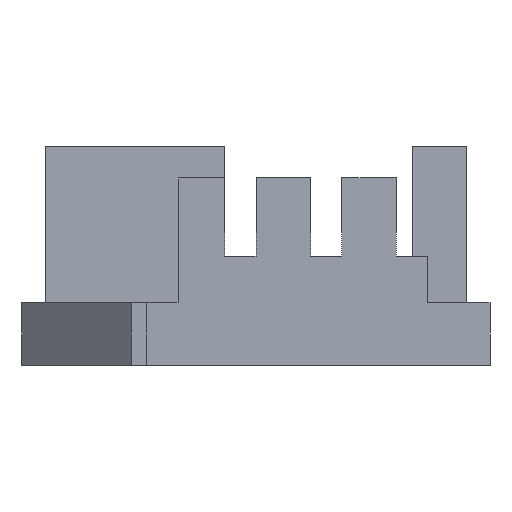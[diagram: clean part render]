
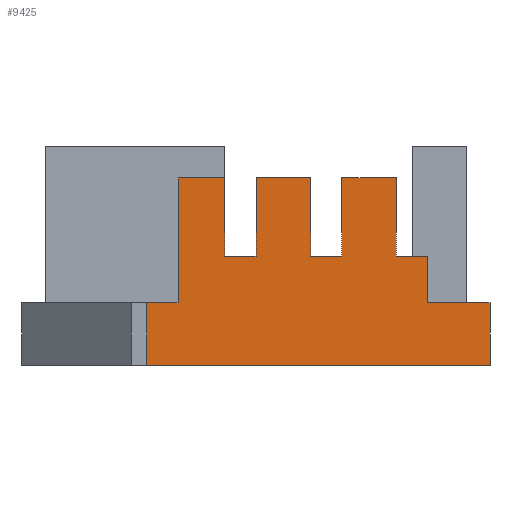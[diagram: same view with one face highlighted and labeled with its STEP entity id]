
A CAD part, front view. The second image highlights one B-rep face of the part: STEP entity #9425.
In plain terms, the highlighted planar face has unit normal (0, -1, 0).
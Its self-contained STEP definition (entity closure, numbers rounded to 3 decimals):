
#636 = EDGE_CURVE ( 'NONE', #4177, #4176, #11113, .T. ) ;
#716 = EDGE_CURVE ( 'NONE', #4094, #4093, #9902, .T. ) ;
#722 = EDGE_CURVE ( 'NONE', #4079, #4077, #9907, .T. ) ;
#723 = EDGE_CURVE ( 'NONE', #4091, #4090, #9916, .T. ) ;
#726 = EDGE_CURVE ( 'NONE', #4083, #4081, #9913, .T. ) ;
#728 = EDGE_CURVE ( 'NONE', #4085, #4176, #9926, .T. ) ;
#733 = EDGE_CURVE ( 'NONE', #4093, #4092, #9936, .T. ) ;
#734 = EDGE_CURVE ( 'NONE', #4090, #4089, #9923, .T. ) ;
#735 = EDGE_CURVE ( 'NONE', #4088, #4089, #9925, .T. ) ;
#736 = EDGE_CURVE ( 'NONE', #4092, #4091, #9942, .T. ) ;
#737 = EDGE_CURVE ( 'NONE', #4077, #4094, #9935, .T. ) ;
#738 = EDGE_CURVE ( 'NONE', #4081, #4096, #9946, .T. ) ;
#739 = EDGE_CURVE ( 'NONE', #4095, #4079, #9948, .T. ) ;
#740 = EDGE_CURVE ( 'NONE', #4177, #4098, #9939, .T. ) ;
#741 = EDGE_CURVE ( 'NONE', #4096, #4095, #9941, .T. ) ;
#742 = EDGE_CURVE ( 'NONE', #4097, #4083, #9945, .T. ) ;
#744 = EDGE_CURVE ( 'NONE', #4098, #4097, #9958, .T. ) ;
#745 = EDGE_CURVE ( 'NONE', #4088, #4085, #9960, .T. ) ;
#927 = EDGE_LOOP ( 'NONE', ( #10662, #10663, #10664, #10665, #10666, #10667, #10668, #10669, #10670, #10671, #10672, #10673, #10674, #10675, #10676, #10677, #10678, #10679 ) ) ;
#1411 = FACE_OUTER_BOUND ( 'NONE', #927, .T. ) ;
#1433 = AXIS2_PLACEMENT_3D ( 'NONE', #3322, #3328, #3329 ) ;
#3319 = PLANE ( 'NONE',  #1433 ) ;
#3322 = CARTESIAN_POINT ( 'NONE',  ( -52.826, -26.437, 12. ) ) ;
#3328 = DIRECTION ( 'NONE',  ( 0., 1., 0. ) ) ;
#3329 = DIRECTION ( 'NONE',  ( 0., 0., 1. ) ) ;
#4077 = VERTEX_POINT ( 'NONE', #7177 ) ;
#4079 = VERTEX_POINT ( 'NONE', #7179 ) ;
#4081 = VERTEX_POINT ( 'NONE', #7181 ) ;
#4083 = VERTEX_POINT ( 'NONE', #7183 ) ;
#4085 = VERTEX_POINT ( 'NONE', #7185 ) ;
#4088 = VERTEX_POINT ( 'NONE', #7188 ) ;
#4089 = VERTEX_POINT ( 'NONE', #7189 ) ;
#4090 = VERTEX_POINT ( 'NONE', #7190 ) ;
#4091 = VERTEX_POINT ( 'NONE', #7191 ) ;
#4092 = VERTEX_POINT ( 'NONE', #7192 ) ;
#4093 = VERTEX_POINT ( 'NONE', #7193 ) ;
#4094 = VERTEX_POINT ( 'NONE', #7194 ) ;
#4095 = VERTEX_POINT ( 'NONE', #7195 ) ;
#4096 = VERTEX_POINT ( 'NONE', #7196 ) ;
#4097 = VERTEX_POINT ( 'NONE', #7197 ) ;
#4098 = VERTEX_POINT ( 'NONE', #7198 ) ;
#4176 = VERTEX_POINT ( 'NONE', #7276 ) ;
#4177 = VERTEX_POINT ( 'NONE', #7277 ) ;
#6579 = CARTESIAN_POINT ( 'NONE',  ( -34.326, -26.437, 7. ) ) ;
#6580 = DIRECTION ( 'NONE',  ( 1., 0., 0. ) ) ;
#6589 = CARTESIAN_POINT ( 'NONE',  ( -52.826, -26.437, 12. ) ) ;
#6592 = DIRECTION ( 'NONE',  ( 1., 0., 0. ) ) ;
#6593 = CARTESIAN_POINT ( 'NONE',  ( -28.826, -26.437, 12. ) ) ;
#6594 = DIRECTION ( 'NONE',  ( 0., 0., -1. ) ) ;
#6595 = CARTESIAN_POINT ( 'NONE',  ( -52.826, -26.437, 12. ) ) ;
#6600 = DIRECTION ( 'NONE',  ( 1., 0., 0. ) ) ;
#6603 = CARTESIAN_POINT ( 'NONE',  ( -22.826, -26.437, 12. ) ) ;
#6604 = DIRECTION ( 'NONE',  ( 0., 0., -1. ) ) ;
#6611 = CARTESIAN_POINT ( 'NONE',  ( -26.826, -26.437, 7. ) ) ;
#6613 = CARTESIAN_POINT ( 'NONE',  ( -32.326, -26.437, 12. ) ) ;
#6614 = DIRECTION ( 'NONE',  ( 0., 0., 1. ) ) ;
#6615 = CARTESIAN_POINT ( 'NONE',  ( -26.826, -26.437, 4. ) ) ;
#6616 = DIRECTION ( 'NONE',  ( 1., 0., 0. ) ) ;
#6617 = CARTESIAN_POINT ( 'NONE',  ( -34.326, -26.437, 12. ) ) ;
#6618 = DIRECTION ( 'NONE',  ( 0., 0., 1. ) ) ;
#6619 = CARTESIAN_POINT ( 'NONE',  ( -52.826, -26.437, 12. ) ) ;
#6620 = DIRECTION ( 'NONE',  ( 1., 0., 0. ) ) ;
#6621 = CARTESIAN_POINT ( 'NONE',  ( -44.826, -26.437, 0. ) ) ;
#6622 = DIRECTION ( 'NONE',  ( 0., 0., -1. ) ) ;
#6623 = CARTESIAN_POINT ( 'NONE',  ( -39.826, -26.437, 12. ) ) ;
#6624 = DIRECTION ( 'NONE',  ( 0., 0., -1. ) ) ;
#6625 = CARTESIAN_POINT ( 'NONE',  ( -37.826, -26.437, 12. ) ) ;
#6626 = DIRECTION ( 'NONE',  ( 0., 0., 1. ) ) ;
#6627 = CARTESIAN_POINT ( 'NONE',  ( -39.826, -26.437, 7. ) ) ;
#6628 = DIRECTION ( 'NONE',  ( 0., 0., 1. ) ) ;
#6629 = CARTESIAN_POINT ( 'NONE',  ( -42.826, -26.437, 4. ) ) ;
#6630 = DIRECTION ( 'NONE',  ( 1., 0., 0. ) ) ;
#6632 = DIRECTION ( 'NONE',  ( 0., 0., 1. ) ) ;
#6635 = CARTESIAN_POINT ( 'NONE',  ( -44.826, -26.437, 4. ) ) ;
#6636 = DIRECTION ( 'NONE',  ( 1., 0., 0. ) ) ;
#6637 = CARTESIAN_POINT ( 'NONE',  ( -22.826, -26.437, 4. ) ) ;
#6638 = DIRECTION ( 'NONE',  ( 1., 0., 0. ) ) ;
#7177 = CARTESIAN_POINT ( 'NONE',  ( -34.326, -26.437, 12. ) ) ;
#7179 = CARTESIAN_POINT ( 'NONE',  ( -37.826, -26.437, 12. ) ) ;
#7181 = CARTESIAN_POINT ( 'NONE',  ( -39.826, -26.437, 12. ) ) ;
#7183 = CARTESIAN_POINT ( 'NONE',  ( -42.826, -26.437, 12. ) ) ;
#7185 = CARTESIAN_POINT ( 'NONE',  ( -22.826, -26.437, 4. ) ) ;
#7188 = CARTESIAN_POINT ( 'NONE',  ( -26.826, -26.437, 4. ) ) ;
#7189 = CARTESIAN_POINT ( 'NONE',  ( -26.826, -26.437, 7. ) ) ;
#7190 = CARTESIAN_POINT ( 'NONE',  ( -28.826, -26.437, 7. ) ) ;
#7191 = CARTESIAN_POINT ( 'NONE',  ( -28.826, -26.437, 12. ) ) ;
#7192 = CARTESIAN_POINT ( 'NONE',  ( -32.326, -26.437, 12. ) ) ;
#7193 = CARTESIAN_POINT ( 'NONE',  ( -32.326, -26.437, 7. ) ) ;
#7194 = CARTESIAN_POINT ( 'NONE',  ( -34.326, -26.437, 7. ) ) ;
#7195 = CARTESIAN_POINT ( 'NONE',  ( -37.826, -26.437, 7. ) ) ;
#7196 = CARTESIAN_POINT ( 'NONE',  ( -39.826, -26.437, 7. ) ) ;
#7197 = CARTESIAN_POINT ( 'NONE',  ( -42.826, -26.437, 4. ) ) ;
#7198 = CARTESIAN_POINT ( 'NONE',  ( -44.826, -26.437, 4. ) ) ;
#7276 = CARTESIAN_POINT ( 'NONE',  ( -22.826, -26.437, 0. ) ) ;
#7277 = CARTESIAN_POINT ( 'NONE',  ( -44.826, -26.437, 0. ) ) ;
#8885 = CARTESIAN_POINT ( 'NONE',  ( -52.826, -26.437, 0. ) ) ;
#8895 = DIRECTION ( 'NONE',  ( 1., 0., 0. ) ) ;
#9425 = ADVANCED_FACE ( 'NONE', ( #1411 ), #3319, .F. ) ;
#9902 = LINE ( 'NONE', #6579, #9903 ) ;
#9903 = VECTOR ( 'NONE', #6580, 1000. ) ;
#9907 = LINE ( 'NONE', #6589, #9914 ) ;
#9913 = LINE ( 'NONE', #6595, #9922 ) ;
#9914 = VECTOR ( 'NONE', #6592, 1000. ) ;
#9916 = LINE ( 'NONE', #6593, #9917 ) ;
#9917 = VECTOR ( 'NONE', #6594, 1000. ) ;
#9922 = VECTOR ( 'NONE', #6600, 1000. ) ;
#9923 = LINE ( 'NONE', #6611, #9938 ) ;
#9925 = LINE ( 'NONE', #6615, #9940 ) ;
#9926 = LINE ( 'NONE', #6603, #9927 ) ;
#9927 = VECTOR ( 'NONE', #6604, 1000. ) ;
#9935 = LINE ( 'NONE', #6617, #9944 ) ;
#9936 = LINE ( 'NONE', #6613, #9937 ) ;
#9937 = VECTOR ( 'NONE', #6614, 1000. ) ;
#9938 = VECTOR ( 'NONE', #6616, 1000. ) ;
#9939 = LINE ( 'NONE', #6621, #9950 ) ;
#9940 = VECTOR ( 'NONE', #6618, 1000. ) ;
#9941 = LINE ( 'NONE', #6627, #9952 ) ;
#9942 = LINE ( 'NONE', #6619, #9943 ) ;
#9943 = VECTOR ( 'NONE', #6620, 1000. ) ;
#9944 = VECTOR ( 'NONE', #6622, 1000. ) ;
#9945 = LINE ( 'NONE', #6629, #9954 ) ;
#9946 = LINE ( 'NONE', #6623, #9947 ) ;
#9947 = VECTOR ( 'NONE', #6624, 1000. ) ;
#9948 = LINE ( 'NONE', #6625, #9949 ) ;
#9949 = VECTOR ( 'NONE', #6626, 1000. ) ;
#9950 = VECTOR ( 'NONE', #6628, 1000. ) ;
#9952 = VECTOR ( 'NONE', #6630, 1000. ) ;
#9954 = VECTOR ( 'NONE', #6632, 1000. ) ;
#9958 = LINE ( 'NONE', #6635, #9959 ) ;
#9959 = VECTOR ( 'NONE', #6636, 1000. ) ;
#9960 = LINE ( 'NONE', #6637, #9961 ) ;
#9961 = VECTOR ( 'NONE', #6638, 1000. ) ;
#10662 = ORIENTED_EDGE ( 'NONE', *, *, #735, .T. ) ;
#10663 = ORIENTED_EDGE ( 'NONE', *, *, #734, .F. ) ;
#10664 = ORIENTED_EDGE ( 'NONE', *, *, #723, .F. ) ;
#10665 = ORIENTED_EDGE ( 'NONE', *, *, #736, .F. ) ;
#10666 = ORIENTED_EDGE ( 'NONE', *, *, #733, .F. ) ;
#10667 = ORIENTED_EDGE ( 'NONE', *, *, #716, .F. ) ;
#10668 = ORIENTED_EDGE ( 'NONE', *, *, #737, .F. ) ;
#10669 = ORIENTED_EDGE ( 'NONE', *, *, #722, .F. ) ;
#10670 = ORIENTED_EDGE ( 'NONE', *, *, #739, .F. ) ;
#10671 = ORIENTED_EDGE ( 'NONE', *, *, #741, .F. ) ;
#10672 = ORIENTED_EDGE ( 'NONE', *, *, #738, .F. ) ;
#10673 = ORIENTED_EDGE ( 'NONE', *, *, #726, .F. ) ;
#10674 = ORIENTED_EDGE ( 'NONE', *, *, #742, .F. ) ;
#10675 = ORIENTED_EDGE ( 'NONE', *, *, #744, .F. ) ;
#10676 = ORIENTED_EDGE ( 'NONE', *, *, #740, .F. ) ;
#10677 = ORIENTED_EDGE ( 'NONE', *, *, #636, .T. ) ;
#10678 = ORIENTED_EDGE ( 'NONE', *, *, #728, .F. ) ;
#10679 = ORIENTED_EDGE ( 'NONE', *, *, #745, .F. ) ;
#11113 = LINE ( 'NONE', #8885, #11124 ) ;
#11124 = VECTOR ( 'NONE', #8895, 1000. ) ;
